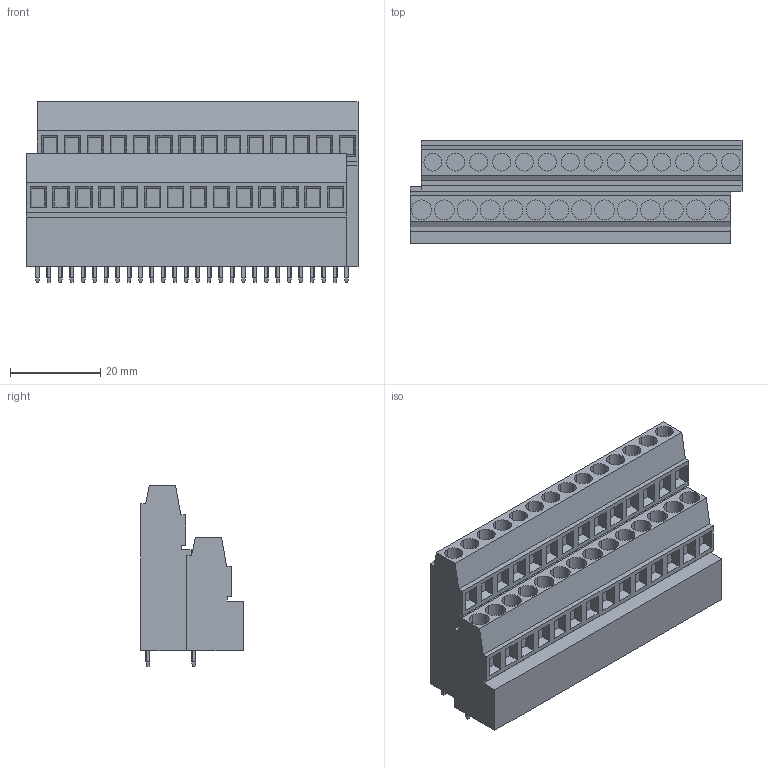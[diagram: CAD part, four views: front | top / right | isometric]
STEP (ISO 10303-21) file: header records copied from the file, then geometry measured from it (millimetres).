
FILE_DESCRIPTION(('CATIA V5 STEP Exchange','CAx-IF Rec.Pracs.--- Model Styling and Organization---1.2---2011-12-15'),'2;1');
FILE_NAME ('D1455734_0_1769360000_1769360000.stp','2018-09-07T15:00:02+00:00',('none'),('Weidmueller'),'CATIA Version 5-6 Release 2014','CATIA V5 STEP AP214','none');
FILE_SCHEMA(('AUTOMOTIVE_DESIGN { 1 0 10303 214 1 1 1 1 }'));
Length unit declared in the file: millimetre
Products named in the file (1): 1769360000
Bounding box: 73.66 x 22.8 x 40.1 mm (x, y, z)
Volume: 42003.8 mm3; surface area: 12555.7 mm2
Topology: 29 solids, 29 shells, 643 faces, 1587 edges, 1058 vertices
Faces by surface type: plane 587, cylinder 56
Entity records: 17713 total; most frequent: CARTESIAN_POINT 3380, ORIENTED_EDGE 3174, DIRECTION 2383, EDGE_CURVE 1587, VECTOR 1251, LINE 1251, VERTEX_POINT 1058, EDGE_LOOP 699
